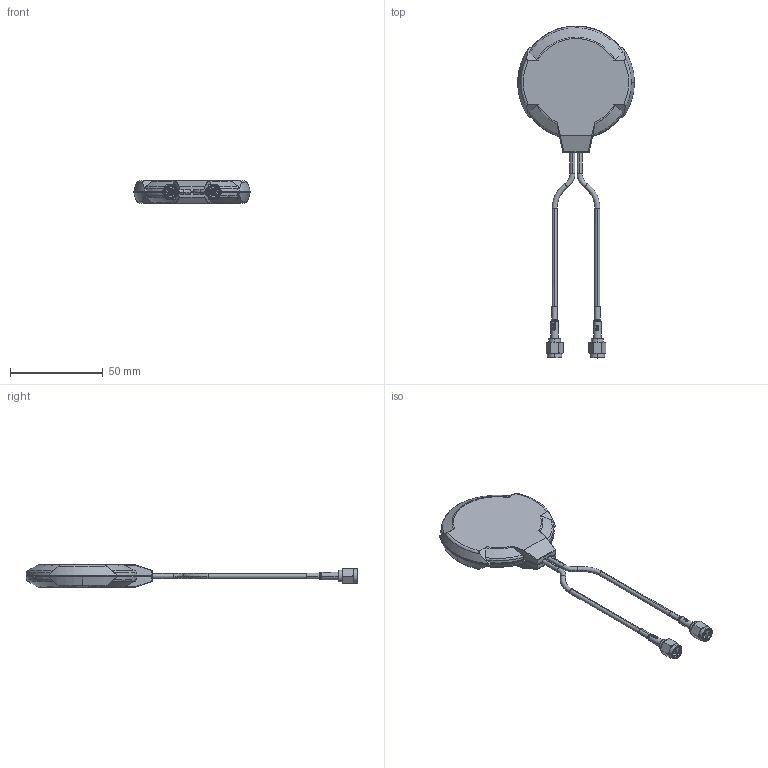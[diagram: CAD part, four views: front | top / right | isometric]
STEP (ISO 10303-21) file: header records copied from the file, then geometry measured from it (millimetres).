
FILE_DESCRIPTION (( 'STEP AP214' ), '1' );
FILE_NAME ('MA220.LB.001_web.STEP', '2022-03-24T16:35:07', ( '' ), ( '' ), 'SwSTEP 2.0', 'SolidWorks 2018', '' );
FILE_SCHEMA (( 'AUTOMOTIVE_DESIGN' ));
Length unit declared in the file: millimetre
Products named in the file (1): MA220.LB.001_web
Bounding box: 62.75 x 178.65 x 12 mm (x, y, z)
Surface area: 10849.2 mm2 (no closed solid volume)
Topology: 0 solids, 21 shells, 254 faces, 712 edges, 472 vertices
Faces by surface type: cylinder 84, plane 58, bspline 43, cone 41, torus 28
Entity records: 17528 total; most frequent: CARTESIAN_POINT 9947, ORIENTED_EDGE 1272, EDGE_CURVE 708, B_SPLINE_CURVE_WITH_KNOTS 658, VERTEX_POINT 472, DIRECTION 442, EDGE_LOOP 262, ADVANCED_FACE 253
